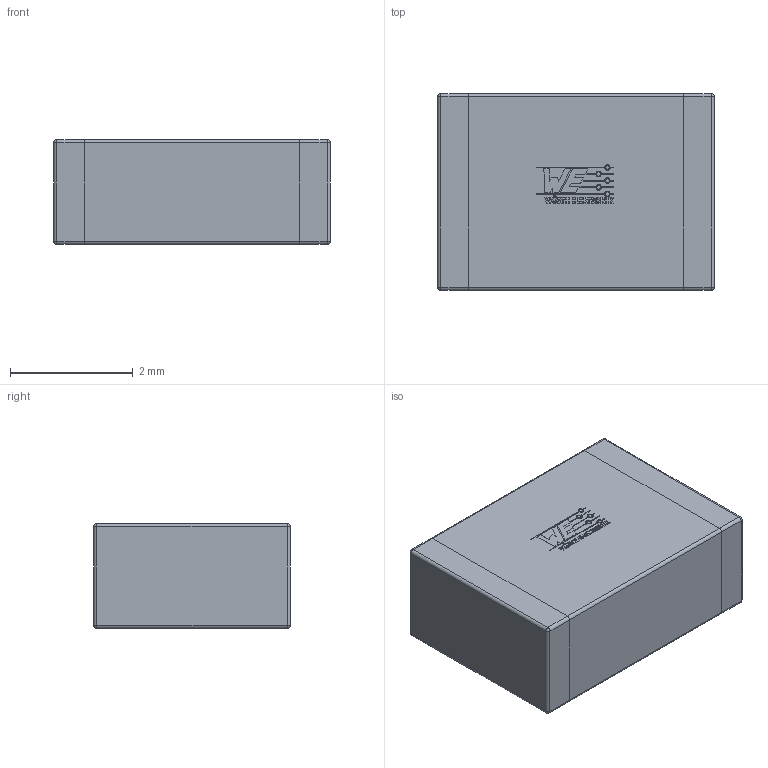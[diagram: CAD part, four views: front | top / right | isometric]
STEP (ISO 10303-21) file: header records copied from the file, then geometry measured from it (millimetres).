
FILE_DESCRIPTION(('CAx-IF Rec.Pracs.---Model Styling and Organization---1.5---2016-08-15','CAx-IF Rec.Pracs.---Geometric and Assembly Validation Properties---4.4---2016-08-17','CAx-IF Rec.Pracs.---User Defined Attributes---1.5---2016-08-15','CAx-IF Rec.Pracs.---External References---2.1---2005-01-19'),'2;1');
FILE_NAME('301350.step','2023-02-17T09:19:02',('Unspecified'),('Unspecified'),'CAD Exchanger 3.8.1 (cadexchanger.com)','Unspecified','');
FILE_SCHEMA(('AUTOMOTIVE_DESIGN { 1 0 10303 214 1 1 1 1 }'));
Length unit declared in the file: millimetre
Products named in the file (3): 74279252; Wurth Logo
Assembly tree (2 placements, depth 2):
  74279252
    74279252
    Wurth Logo
Bounding box: 4.5 x 3.2 x 1.7 mm (x, y, z)
Volume: 24.5 mm3; surface area: 76.5 mm2
Topology: 27 solids, 27 shells, 355 faces, 887 edges, 578 vertices
Faces by surface type: plane 225, bspline 102, cylinder 20, sphere 8
Entity records: 11206 total; most frequent: CARTESIAN_POINT 3138, ORIENTED_EDGE 1758, DIRECTION 1223, EDGE_CURVE 879, LINE 633, VECTOR 633, VERTEX_POINT 578, FACE_BOUND 371
